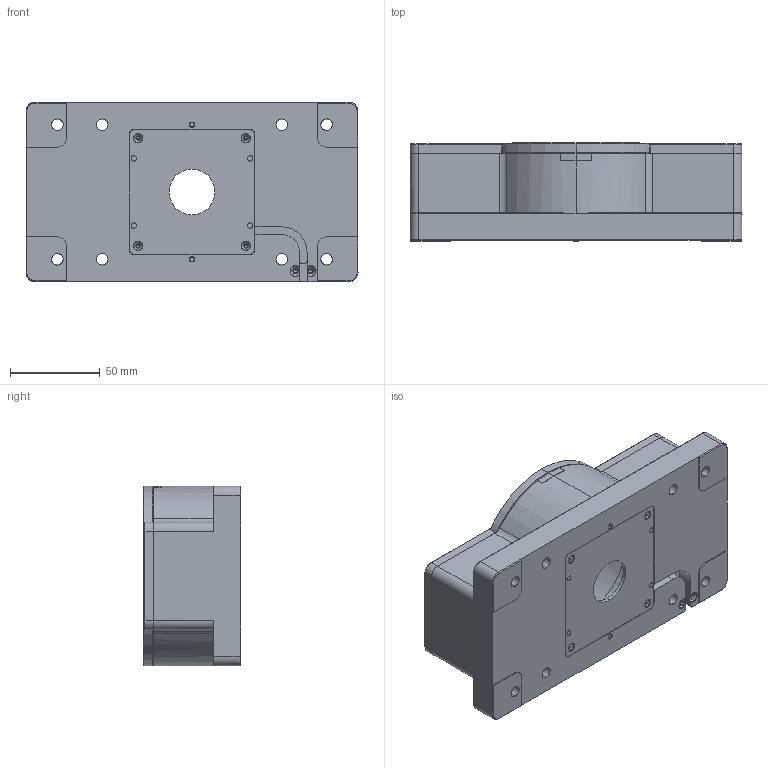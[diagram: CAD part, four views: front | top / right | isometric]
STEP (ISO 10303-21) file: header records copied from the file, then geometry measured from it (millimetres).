
FILE_DESCRIPTION (( 'STEP AP203' ), '1' );
FILE_NAME ('GU-RS-100旋转台 100台面.STEP', '2018-10-26T09:12:08', ( 'user' ), ( '微软中国' ), 'SwSTEP 2.0', 'SolidWorks 2016', '' );
FILE_SCHEMA (( 'CONFIG_CONTROL_DESIGN' ));
Products named in the file (1): GU-RS-100唅蛌怢 100怢醱
Bounding box: 185 x 54.5 x 100 mm (x, y, z)
Surface area: 131051.4 mm2 (no closed solid volume)
Topology: 0 solids, 85 shells, 1393 faces, 3629 edges, 2326 vertices
Faces by surface type: cylinder 529, plane 522, cone 231, bspline 111
Entity records: 53883 total; most frequent: CARTESIAN_POINT 21569, ORIENTED_EDGE 6774, DIRECTION 6081, EDGE_CURVE 3535, VERTEX_POINT 2326, AXIS2_PLACEMENT_3D 2240, EDGE_LOOP 1645, LINE 1601
